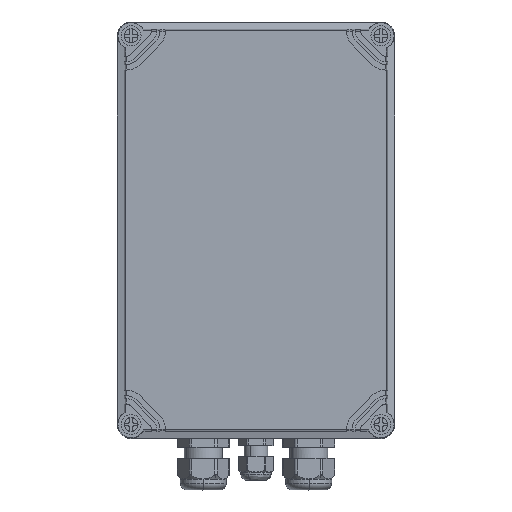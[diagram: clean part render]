
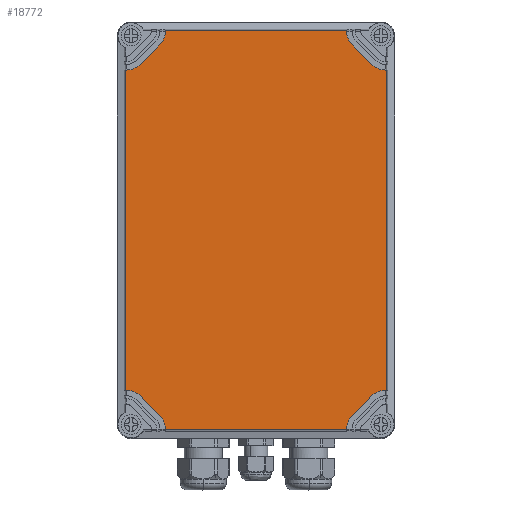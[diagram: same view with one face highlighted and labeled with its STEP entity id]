
A CAD part, top view. The second image highlights one B-rep face of the part: STEP entity #18772.
In plain terms, the highlighted planar face has unit normal (0, 0, 1).
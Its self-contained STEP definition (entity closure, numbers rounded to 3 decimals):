
#17367=AXIS2_PLACEMENT_3D('Circle Axis2P3D',#17365,#17366,$) ;
#17413=AXIS2_PLACEMENT_3D('Circle Axis2P3D',#17411,#17412,$) ;
#17738=AXIS2_PLACEMENT_3D('Circle Axis2P3D',#17736,#17737,$) ;
#17772=AXIS2_PLACEMENT_3D('Circle Axis2P3D',#17770,#17771,$) ;
#18087=AXIS2_PLACEMENT_3D('Circle Axis2P3D',#18085,#18086,$) ;
#18126=AXIS2_PLACEMENT_3D('Circle Axis2P3D',#18124,#18125,$) ;
#18217=AXIS2_PLACEMENT_3D('Circle Axis2P3D',#18215,#18216,$) ;
#18647=AXIS2_PLACEMENT_3D('Circle Axis2P3D',#18645,#18646,$) ;
#18668=AXIS2_PLACEMENT_3D('Plane Axis2P3D',#18665,#18666,#18667) ;
#15568=CARTESIAN_POINT('Line Origine',(23.576,313.424,132.)) ;
#15572=CARTESIAN_POINT('Vertex',(30.553,320.401,132.)) ;
#15574=CARTESIAN_POINT('Vertex',(16.599,306.447,132.)) ;
#15613=CARTESIAN_POINT('Vertex',(183.401,306.447,132.)) ;
#15629=CARTESIAN_POINT('Vertex',(169.447,320.401,132.)) ;
#15632=CARTESIAN_POINT('Line Origine',(176.424,313.424,132.)) ;
#15650=CARTESIAN_POINT('Line Origine',(176.424,60.576,132.)) ;
#15654=CARTESIAN_POINT('Vertex',(169.447,53.599,132.)) ;
#15656=CARTESIAN_POINT('Vertex',(183.401,67.553,132.)) ;
#15695=CARTESIAN_POINT('Vertex',(16.599,67.553,132.)) ;
#15711=CARTESIAN_POINT('Vertex',(30.553,53.599,132.)) ;
#15714=CARTESIAN_POINT('Line Origine',(23.576,60.576,132.)) ;
#17365=CARTESIAN_POINT('Axis2P3D Location',(20.654,330.3,132.)) ;
#17369=CARTESIAN_POINT('Vertex',(34.654,330.3,132.)) ;
#17408=CARTESIAN_POINT('Vertex',(165.346,330.3,132.)) ;
#17411=CARTESIAN_POINT('Axis2P3D Location',(179.346,330.3,132.)) ;
#17736=CARTESIAN_POINT('Axis2P3D Location',(193.3,316.346,132.)) ;
#17740=CARTESIAN_POINT('Vertex',(193.3,302.346,132.)) ;
#17765=CARTESIAN_POINT('Vertex',(193.3,71.654,132.)) ;
#17770=CARTESIAN_POINT('Axis2P3D Location',(193.3,57.654,132.)) ;
#18085=CARTESIAN_POINT('Axis2P3D Location',(179.346,43.7,132.)) ;
#18089=CARTESIAN_POINT('Vertex',(165.346,43.7,132.)) ;
#18121=CARTESIAN_POINT('Vertex',(34.654,43.7,132.)) ;
#18124=CARTESIAN_POINT('Axis2P3D Location',(20.654,43.7,132.)) ;
#18210=CARTESIAN_POINT('Vertex',(6.7,302.346,132.)) ;
#18215=CARTESIAN_POINT('Axis2P3D Location',(6.7,316.346,132.)) ;
#18645=CARTESIAN_POINT('Axis2P3D Location',(6.7,57.654,132.)) ;
#18649=CARTESIAN_POINT('Vertex',(6.7,71.654,132.)) ;
#18665=CARTESIAN_POINT('Axis2P3D Location',(100.,187.,132.)) ;
#18670=CARTESIAN_POINT('Line Origine',(6.45,71.654,132.)) ;
#18674=CARTESIAN_POINT('Vertex',(6.2,71.654,132.)) ;
#18677=CARTESIAN_POINT('Line Origine',(34.654,43.45,132.)) ;
#18681=CARTESIAN_POINT('Vertex',(34.654,43.2,132.)) ;
#18684=CARTESIAN_POINT('Line Origine',(100.,43.2,132.)) ;
#18688=CARTESIAN_POINT('Vertex',(165.346,43.2,132.)) ;
#18691=CARTESIAN_POINT('Line Origine',(165.346,43.45,132.)) ;
#18696=CARTESIAN_POINT('Line Origine',(193.55,71.654,132.)) ;
#18700=CARTESIAN_POINT('Vertex',(193.8,71.654,132.)) ;
#18703=CARTESIAN_POINT('Line Origine',(193.8,187.,132.)) ;
#18707=CARTESIAN_POINT('Vertex',(193.8,302.346,132.)) ;
#18710=CARTESIAN_POINT('Line Origine',(193.55,302.346,132.)) ;
#18715=CARTESIAN_POINT('Line Origine',(165.346,330.55,132.)) ;
#18719=CARTESIAN_POINT('Vertex',(165.346,330.8,132.)) ;
#18722=CARTESIAN_POINT('Line Origine',(100.,330.8,132.)) ;
#18726=CARTESIAN_POINT('Vertex',(34.654,330.8,132.)) ;
#18729=CARTESIAN_POINT('Line Origine',(34.654,330.55,132.)) ;
#18734=CARTESIAN_POINT('Line Origine',(6.45,302.346,132.)) ;
#18738=CARTESIAN_POINT('Vertex',(6.2,302.346,132.)) ;
#18741=CARTESIAN_POINT('Line Origine',(6.2,187.,132.)) ;
#15569=DIRECTION('Vector Direction',(-0.707,-0.707,0.)) ;
#15633=DIRECTION('Vector Direction',(0.707,-0.707,0.)) ;
#15651=DIRECTION('Vector Direction',(0.707,0.707,0.)) ;
#15715=DIRECTION('Vector Direction',(-0.707,0.707,0.)) ;
#17366=DIRECTION('Axis2P3D Direction',(0.,0.,-1.)) ;
#17412=DIRECTION('Axis2P3D Direction',(0.,0.,1.)) ;
#17737=DIRECTION('Axis2P3D Direction',(0.,0.,1.)) ;
#17771=DIRECTION('Axis2P3D Direction',(0.,0.,-1.)) ;
#18086=DIRECTION('Axis2P3D Direction',(0.,0.,-1.)) ;
#18125=DIRECTION('Axis2P3D Direction',(0.,0.,1.)) ;
#18216=DIRECTION('Axis2P3D Direction',(0.,0.,-1.)) ;
#18646=DIRECTION('Axis2P3D Direction',(0.,0.,1.)) ;
#18666=DIRECTION('Axis2P3D Direction',(0.,0.,1.)) ;
#18667=DIRECTION('Axis2P3D XDirection',(0.,-1.,0.)) ;
#18671=DIRECTION('Vector Direction',(-1.,0.,0.)) ;
#18678=DIRECTION('Vector Direction',(0.,1.,0.)) ;
#18685=DIRECTION('Vector Direction',(1.,0.,0.)) ;
#18692=DIRECTION('Vector Direction',(0.,1.,0.)) ;
#18697=DIRECTION('Vector Direction',(-1.,0.,0.)) ;
#18704=DIRECTION('Vector Direction',(0.,-1.,0.)) ;
#18711=DIRECTION('Vector Direction',(-1.,0.,0.)) ;
#18716=DIRECTION('Vector Direction',(0.,1.,0.)) ;
#18723=DIRECTION('Vector Direction',(1.,0.,0.)) ;
#18730=DIRECTION('Vector Direction',(0.,1.,0.)) ;
#18735=DIRECTION('Vector Direction',(-1.,0.,0.)) ;
#18742=DIRECTION('Vector Direction',(0.,-1.,0.)) ;
#15570=VECTOR('Line Direction',#15569,1.) ;
#15634=VECTOR('Line Direction',#15633,1.) ;
#15652=VECTOR('Line Direction',#15651,1.) ;
#15716=VECTOR('Line Direction',#15715,1.) ;
#18672=VECTOR('Line Direction',#18671,1.) ;
#18679=VECTOR('Line Direction',#18678,1.) ;
#18686=VECTOR('Line Direction',#18685,1.) ;
#18693=VECTOR('Line Direction',#18692,1.) ;
#18698=VECTOR('Line Direction',#18697,1.) ;
#18705=VECTOR('Line Direction',#18704,1.) ;
#18712=VECTOR('Line Direction',#18711,1.) ;
#18717=VECTOR('Line Direction',#18716,1.) ;
#18724=VECTOR('Line Direction',#18723,1.) ;
#18731=VECTOR('Line Direction',#18730,1.) ;
#18736=VECTOR('Line Direction',#18735,1.) ;
#18743=VECTOR('Line Direction',#18742,1.) ;
#18747=ORIENTED_EDGE('',*,*,#18676,.F.) ;
#18748=ORIENTED_EDGE('',*,*,#18651,.T.) ;
#18749=ORIENTED_EDGE('',*,*,#15718,.F.) ;
#18750=ORIENTED_EDGE('',*,*,#18128,.F.) ;
#18751=ORIENTED_EDGE('',*,*,#18683,.F.) ;
#18752=ORIENTED_EDGE('',*,*,#18690,.F.) ;
#18753=ORIENTED_EDGE('',*,*,#18695,.T.) ;
#18754=ORIENTED_EDGE('',*,*,#18091,.T.) ;
#18755=ORIENTED_EDGE('',*,*,#15658,.T.) ;
#18756=ORIENTED_EDGE('',*,*,#17774,.F.) ;
#18757=ORIENTED_EDGE('',*,*,#18702,.T.) ;
#18758=ORIENTED_EDGE('',*,*,#18709,.T.) ;
#18759=ORIENTED_EDGE('',*,*,#18714,.F.) ;
#18760=ORIENTED_EDGE('',*,*,#17742,.T.) ;
#18761=ORIENTED_EDGE('',*,*,#15636,.F.) ;
#18762=ORIENTED_EDGE('',*,*,#17415,.F.) ;
#18763=ORIENTED_EDGE('',*,*,#18721,.F.) ;
#18764=ORIENTED_EDGE('',*,*,#18728,.T.) ;
#18765=ORIENTED_EDGE('',*,*,#18733,.T.) ;
#18766=ORIENTED_EDGE('',*,*,#17371,.T.) ;
#18767=ORIENTED_EDGE('',*,*,#15576,.T.) ;
#18768=ORIENTED_EDGE('',*,*,#18219,.F.) ;
#18769=ORIENTED_EDGE('',*,*,#18740,.T.) ;
#18770=ORIENTED_EDGE('',*,*,#18745,.F.) ;
#18772=ADVANCED_FACE('Hauptk\X2\00F6\X0\rper',(#18771),#18669,.T.) ;
#17368=CIRCLE('generated circle',#17367,14.) ;
#17414=CIRCLE('generated circle',#17413,14.) ;
#17739=CIRCLE('generated circle',#17738,14.) ;
#17773=CIRCLE('generated circle',#17772,14.) ;
#18088=CIRCLE('generated circle',#18087,14.) ;
#18127=CIRCLE('generated circle',#18126,14.) ;
#18218=CIRCLE('generated circle',#18217,14.) ;
#18648=CIRCLE('generated circle',#18647,14.) ;
#15576=EDGE_CURVE('',#15573,#15575,#15571,.T.) ;
#15636=EDGE_CURVE('',#15630,#15614,#15635,.T.) ;
#15658=EDGE_CURVE('',#15655,#15657,#15653,.T.) ;
#15718=EDGE_CURVE('',#15712,#15696,#15717,.T.) ;
#17371=EDGE_CURVE('',#17370,#15573,#17368,.T.) ;
#17415=EDGE_CURVE('',#17409,#15630,#17414,.T.) ;
#17742=EDGE_CURVE('',#17741,#15614,#17739,.F.) ;
#17774=EDGE_CURVE('',#17766,#15657,#17773,.F.) ;
#18091=EDGE_CURVE('',#18090,#15655,#18088,.T.) ;
#18128=EDGE_CURVE('',#18122,#15712,#18127,.T.) ;
#18219=EDGE_CURVE('',#18211,#15575,#18218,.F.) ;
#18651=EDGE_CURVE('',#18650,#15696,#18648,.F.) ;
#18676=EDGE_CURVE('',#18650,#18675,#18673,.T.) ;
#18683=EDGE_CURVE('',#18682,#18122,#18680,.T.) ;
#18690=EDGE_CURVE('',#18689,#18682,#18687,.F.) ;
#18695=EDGE_CURVE('',#18689,#18090,#18694,.T.) ;
#18702=EDGE_CURVE('',#17766,#18701,#18699,.F.) ;
#18709=EDGE_CURVE('',#18701,#18708,#18706,.F.) ;
#18714=EDGE_CURVE('',#17741,#18708,#18713,.F.) ;
#18721=EDGE_CURVE('',#18720,#17409,#18718,.F.) ;
#18728=EDGE_CURVE('',#18720,#18727,#18725,.F.) ;
#18733=EDGE_CURVE('',#18727,#17370,#18732,.F.) ;
#18740=EDGE_CURVE('',#18211,#18739,#18737,.T.) ;
#18745=EDGE_CURVE('',#18675,#18739,#18744,.F.) ;
#18746=EDGE_LOOP('',(#18747,#18748,#18749,#18750,#18751,#18752,#18753,#18754,#18755,#18756,#18757,#18758,#18759,#18760,#18761,#18762,#18763,#18764,#18765,#18766,#18767,#18768,#18769,#18770)) ;
#18771=FACE_OUTER_BOUND('',#18746,.T.) ;
#15571=LINE('Line',#15568,#15570) ;
#15635=LINE('Line',#15632,#15634) ;
#15653=LINE('Line',#15650,#15652) ;
#15717=LINE('Line',#15714,#15716) ;
#18673=LINE('Line',#18670,#18672) ;
#18680=LINE('Line',#18677,#18679) ;
#18687=LINE('Line',#18684,#18686) ;
#18694=LINE('Line',#18691,#18693) ;
#18699=LINE('Line',#18696,#18698) ;
#18706=LINE('Line',#18703,#18705) ;
#18713=LINE('Line',#18710,#18712) ;
#18718=LINE('Line',#18715,#18717) ;
#18725=LINE('Line',#18722,#18724) ;
#18732=LINE('Line',#18729,#18731) ;
#18737=LINE('Line',#18734,#18736) ;
#18744=LINE('Line',#18741,#18743) ;
#18669=PLANE('',#18668) ;
#15573=VERTEX_POINT('',#15572) ;
#15575=VERTEX_POINT('',#15574) ;
#15614=VERTEX_POINT('',#15613) ;
#15630=VERTEX_POINT('',#15629) ;
#15655=VERTEX_POINT('',#15654) ;
#15657=VERTEX_POINT('',#15656) ;
#15696=VERTEX_POINT('',#15695) ;
#15712=VERTEX_POINT('',#15711) ;
#17370=VERTEX_POINT('',#17369) ;
#17409=VERTEX_POINT('',#17408) ;
#17741=VERTEX_POINT('',#17740) ;
#17766=VERTEX_POINT('',#17765) ;
#18090=VERTEX_POINT('',#18089) ;
#18122=VERTEX_POINT('',#18121) ;
#18211=VERTEX_POINT('',#18210) ;
#18650=VERTEX_POINT('',#18649) ;
#18675=VERTEX_POINT('',#18674) ;
#18682=VERTEX_POINT('',#18681) ;
#18689=VERTEX_POINT('',#18688) ;
#18701=VERTEX_POINT('',#18700) ;
#18708=VERTEX_POINT('',#18707) ;
#18720=VERTEX_POINT('',#18719) ;
#18727=VERTEX_POINT('',#18726) ;
#18739=VERTEX_POINT('',#18738) ;
